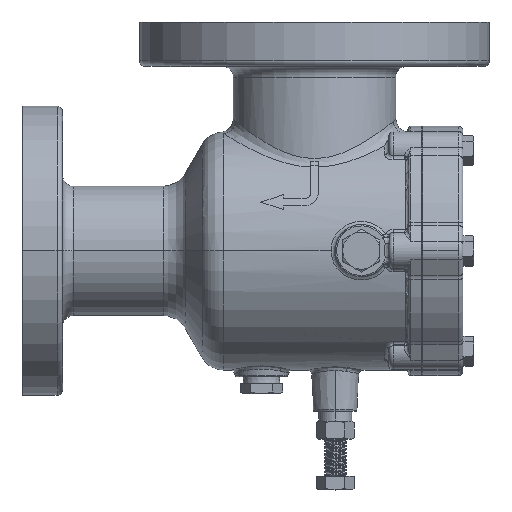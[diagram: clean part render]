
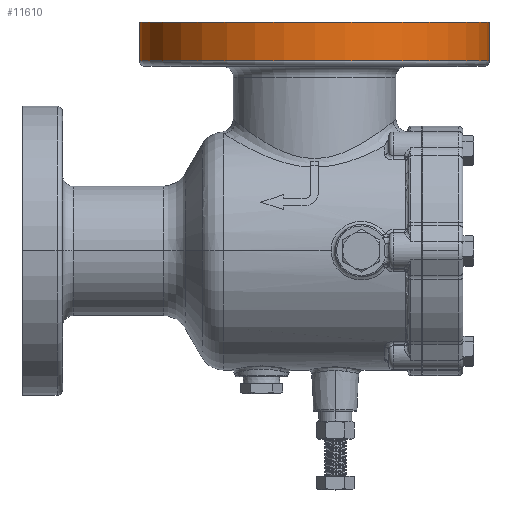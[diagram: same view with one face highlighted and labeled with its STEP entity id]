
A CAD part, top view. The second image highlights one B-rep face of the part: STEP entity #11610.
In plain terms, the highlighted cylindrical face has radius 127 mm (diameter 254 mm), a partial arc.
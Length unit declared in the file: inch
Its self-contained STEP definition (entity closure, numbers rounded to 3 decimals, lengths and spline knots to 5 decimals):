
#677 = AXIS2_PLACEMENT_3D ( 'NONE', #9582, #35089, #13211 ) ;
#794 = AXIS2_PLACEMENT_3D ( 'NONE', #40165, #18246, #36649 ) ;
#3330 = EDGE_CURVE ( 'NONE', #29070, #12514, #30456, .T. ) ;
#4457 = CARTESIAN_POINT ( 'NONE',  ( 5., 6.53543, 0. ) ) ;
#4891 = DIRECTION ( 'NONE',  ( 0., 1., 0. ) ) ;
#5179 = EDGE_CURVE ( 'NONE', #29070, #41831, #24992, .T. ) ;
#7957 = FACE_OUTER_BOUND ( 'NONE', #11876, .T. ) ;
#9582 = CARTESIAN_POINT ( 'NONE',  ( 0., 5.43307, 0. ) ) ;
#11610 = ADVANCED_FACE ( 'NONE', ( #7957 ), #13083, .T. ) ;
#11876 = EDGE_LOOP ( 'NONE', ( #28885, #20550, #28964, #43262 ) ) ;
#12514 = VERTEX_POINT ( 'NONE', #21931 ) ;
#13083 = CYLINDRICAL_SURFACE ( 'NONE', #794, 5. ) ;
#13211 = DIRECTION ( 'NONE',  ( -1., 0., 0. ) ) ;
#14175 = VECTOR ( 'NONE', #4891, 39.37008 ) ;
#14766 = CARTESIAN_POINT ( 'NONE',  ( 0., 6.53543, 0. ) ) ;
#14989 = EDGE_CURVE ( 'NONE', #41831, #20809, #43884, .T. ) ;
#18246 = DIRECTION ( 'NONE',  ( 0., 1., 0. ) ) ;
#18385 = DIRECTION ( 'NONE',  ( -1., 0., 0. ) ) ;
#20550 = ORIENTED_EDGE ( 'NONE', *, *, #46839, .T. ) ;
#20809 = VERTEX_POINT ( 'NONE', #4457 ) ;
#20860 = AXIS2_PLACEMENT_3D ( 'NONE', #14766, #40304, #18385 ) ;
#21931 = CARTESIAN_POINT ( 'NONE',  ( 5., 5.43307, 0. ) ) ;
#24876 = VECTOR ( 'NONE', #40832, 39.37008 ) ;
#24992 = LINE ( 'NONE', #37664, #14175 ) ;
#28689 = CARTESIAN_POINT ( 'NONE',  ( -5., 5.43307, 0. ) ) ;
#28885 = ORIENTED_EDGE ( 'NONE', *, *, #3330, .T. ) ;
#28964 = ORIENTED_EDGE ( 'NONE', *, *, #14989, .F. ) ;
#29070 = VERTEX_POINT ( 'NONE', #28689 ) ;
#30456 = CIRCLE ( 'NONE', #677, 5. ) ;
#35089 = DIRECTION ( 'NONE',  ( 0., 1., 0. ) ) ;
#35770 = LINE ( 'NONE', #37154, #24876 ) ;
#36649 = DIRECTION ( 'NONE',  ( -1., 0., 0. ) ) ;
#37154 = CARTESIAN_POINT ( 'NONE',  ( 5., 6.53543, 0. ) ) ;
#37664 = CARTESIAN_POINT ( 'NONE',  ( -5., 6.53543, 0. ) ) ;
#37710 = CARTESIAN_POINT ( 'NONE',  ( -5., 6.53543, 0. ) ) ;
#40165 = CARTESIAN_POINT ( 'NONE',  ( 0., 6.53543, 0. ) ) ;
#40304 = DIRECTION ( 'NONE',  ( 0., 1., 0. ) ) ;
#40832 = DIRECTION ( 'NONE',  ( 0., 1., 0. ) ) ;
#41831 = VERTEX_POINT ( 'NONE', #37710 ) ;
#43262 = ORIENTED_EDGE ( 'NONE', *, *, #5179, .F. ) ;
#43884 = CIRCLE ( 'NONE', #20860, 5. ) ;
#46839 = EDGE_CURVE ( 'NONE', #12514, #20809, #35770, .T. ) ;
